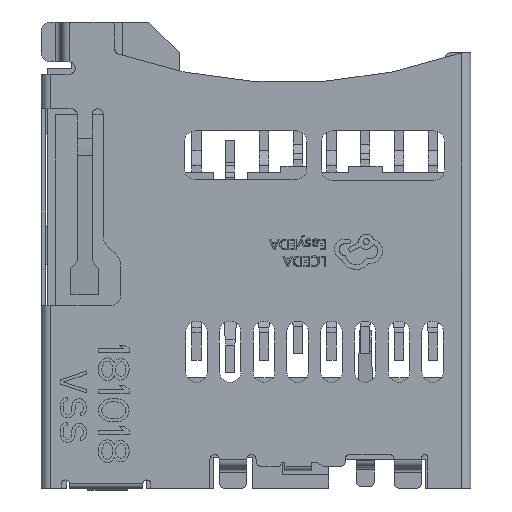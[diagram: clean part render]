
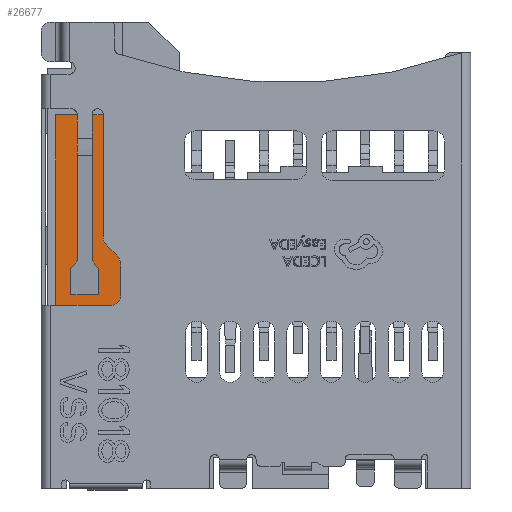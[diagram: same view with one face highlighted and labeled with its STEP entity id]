
A CAD part, top view. The second image highlights one B-rep face of the part: STEP entity #26677.
In plain terms, the highlighted planar face has unit normal (0, 0, 1).
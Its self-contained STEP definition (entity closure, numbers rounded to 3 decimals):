
#5076=DIRECTION('',(1.,0.,0.));
#5077=VECTOR('',#5076,2.17);
#5078=CARTESIAN_POINT('',(-6.53,-2.526,1.18));
#5079=LINE('',#5078,#5077);
#5080=DIRECTION('',(0.,-1.,0.));
#5081=VECTOR('',#5080,7.101);
#5082=CARTESIAN_POINT('',(-6.53,4.575,1.18));
#5083=LINE('',#5082,#5081);
#5084=DIRECTION('',(0.,-1.,0.));
#5085=VECTOR('',#5084,0.423);
#5086=CARTESIAN_POINT('',(-5.133,-0.849,1.18));
#5087=LINE('',#5086,#5085);
#5088=DIRECTION('',(-1.,0.,0.));
#5089=VECTOR('',#5088,0.9);
#5090=CARTESIAN_POINT('',(-5.133,-0.849,1.18));
#5091=LINE('',#5090,#5089);
#5092=DIRECTION('',(0.,-1.,0.));
#5093=VECTOR('',#5092,0.423);
#5094=CARTESIAN_POINT('',(-6.033,-0.849,1.18));
#5095=LINE('',#5094,#5093);
#5096=DIRECTION('',(-1.,0.,0.));
#5097=VECTOR('',#5096,0.9);
#5098=CARTESIAN_POINT('',(-5.133,-1.272,1.18));
#5099=LINE('',#5098,#5097);
#5100=DIRECTION('',(0.,-1.,0.));
#5101=VECTOR('',#5100,7.101);
#5102=CARTESIAN_POINT('',(-4.36,4.575,1.18));
#5103=LINE('',#5102,#5101);
#5120=DIRECTION('',(-1.,0.,0.));
#5121=VECTOR('',#5120,2.17);
#5122=CARTESIAN_POINT('',(-4.36,4.575,1.18));
#5123=LINE('',#5122,#5121);
#17852=CARTESIAN_POINT('',(-6.53,4.575,1.18));
#17853=CARTESIAN_POINT('',(-6.53,-2.526,1.18));
#17854=VERTEX_POINT('',#17852);
#17855=VERTEX_POINT('',#17853);
#17862=CARTESIAN_POINT('',(-4.36,4.575,1.18));
#17863=CARTESIAN_POINT('',(-4.36,-2.526,1.18));
#17864=VERTEX_POINT('',#17862);
#17865=VERTEX_POINT('',#17863);
#17872=CARTESIAN_POINT('',(-5.133,-0.849,1.18));
#17873=CARTESIAN_POINT('',(-5.133,-1.272,1.18));
#17874=VERTEX_POINT('',#17872);
#17875=VERTEX_POINT('',#17873);
#17876=CARTESIAN_POINT('',(-6.033,-0.849,1.18));
#17877=CARTESIAN_POINT('',(-6.033,-1.272,1.18));
#17878=VERTEX_POINT('',#17876);
#17879=VERTEX_POINT('',#17877);
#26655=CARTESIAN_POINT('',(0.,7.6,1.18));
#26656=DIRECTION('',(0.,0.,1.));
#26657=DIRECTION('',(-1.,0.,0.));
#26658=AXIS2_PLACEMENT_3D('',#26655,#26656,#26657);
#26659=PLANE('',#26658);
#26661=ORIENTED_EDGE('',*,*,#26660,.T.);
#26663=ORIENTED_EDGE('',*,*,#26662,.F.);
#26665=ORIENTED_EDGE('',*,*,#26664,.F.);
#26667=ORIENTED_EDGE('',*,*,#26666,.F.);
#26668=EDGE_LOOP('',(#26661,#26663,#26665,#26667));
#26669=FACE_OUTER_BOUND('',#26668,.F.);
#26670=ORIENTED_EDGE('',*,*,#26640,.F.);
#26671=ORIENTED_EDGE('',*,*,#26524,.T.);
#26672=ORIENTED_EDGE('',*,*,#26574,.T.);
#26674=ORIENTED_EDGE('',*,*,#26673,.F.);
#26675=EDGE_LOOP('',(#26670,#26671,#26672,#26674));
#26676=FACE_BOUND('',#26675,.F.);
#26524=EDGE_CURVE('',#17874,#17878,#5091,.T.);
#26574=EDGE_CURVE('',#17878,#17879,#5095,.T.);
#26640=EDGE_CURVE('',#17874,#17875,#5087,.T.);
#26660=EDGE_CURVE('',#17864,#17865,#5103,.T.);
#26662=EDGE_CURVE('',#17855,#17865,#5079,.T.);
#26664=EDGE_CURVE('',#17854,#17855,#5083,.T.);
#26666=EDGE_CURVE('',#17864,#17854,#5123,.T.);
#26673=EDGE_CURVE('',#17875,#17879,#5099,.T.);
#26677=ADVANCED_FACE('',(#26669,#26676),#26659,.T.);
